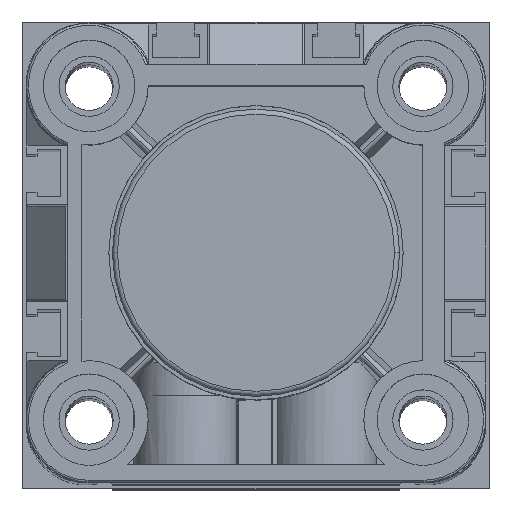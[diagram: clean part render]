
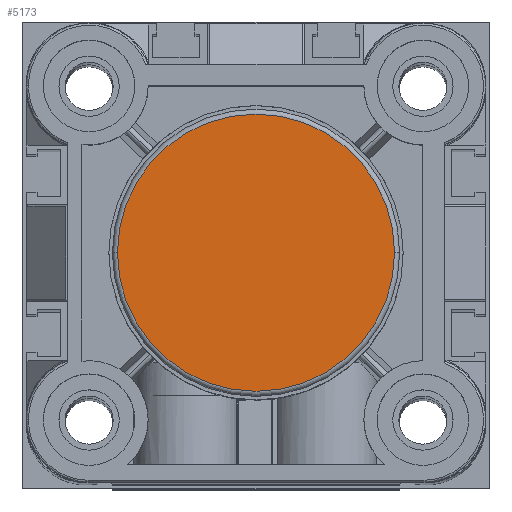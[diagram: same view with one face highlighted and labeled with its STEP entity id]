
A CAD part, top view. The second image highlights one B-rep face of the part: STEP entity #5173.
In plain terms, the highlighted face is planar.
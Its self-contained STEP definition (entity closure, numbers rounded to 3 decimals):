
#613 = VERTEX_POINT ( 'NONE', #15339 ) ;
#2103 = EDGE_CURVE ( 'NONE', #27323, #613, #22827, .T. ) ;
#3098 = ORIENTED_EDGE ( 'NONE', *, *, #2103, .T. ) ;
#4249 = FACE_OUTER_BOUND ( 'NONE', #21075, .T. ) ;
#5173 = ADVANCED_FACE ( 'NONE', ( #4249 ), #21024, .F. ) ;
#5348 = DIRECTION ( 'NONE',  ( 0., 0., -1. ) ) ;
#5711 = CARTESIAN_POINT ( 'NONE',  ( 6.95, 26.25, -4. ) ) ;
#10163 = CARTESIAN_POINT ( 'NONE',  ( 26.25, 26.25, -4. ) ) ;
#12566 = DIRECTION ( 'NONE',  ( 1., 0., 0. ) ) ;
#13567 = CIRCLE ( 'NONE', #21379, 19.3 ) ;
#13752 = DIRECTION ( 'NONE',  ( 1., 0., 0. ) ) ;
#13899 = AXIS2_PLACEMENT_3D ( 'NONE', #10163, #27084, #12566 ) ;
#15339 = CARTESIAN_POINT ( 'NONE',  ( 45.55, 26.25, -4. ) ) ;
#19839 = CARTESIAN_POINT ( 'NONE',  ( 26.25, 26.25, -4. ) ) ;
#21024 = PLANE ( 'NONE',  #25506 ) ;
#21075 = EDGE_LOOP ( 'NONE', ( #27315, #3098 ) ) ;
#21379 = AXIS2_PLACEMENT_3D ( 'NONE', #19839, #5348, #22258 ) ;
#22258 = DIRECTION ( 'NONE',  ( 1., 0., 0. ) ) ;
#22827 = CIRCLE ( 'NONE', #13899, 19.3 ) ;
#23449 = CARTESIAN_POINT ( 'NONE',  ( 0., 0., -4. ) ) ;
#25506 = AXIS2_PLACEMENT_3D ( 'NONE', #23449, #28264, #13752 ) ;
#27084 = DIRECTION ( 'NONE',  ( 0., 0., -1. ) ) ;
#27315 = ORIENTED_EDGE ( 'NONE', *, *, #30991, .T. ) ;
#27323 = VERTEX_POINT ( 'NONE', #5711 ) ;
#28264 = DIRECTION ( 'NONE',  ( 0., 0., 1. ) ) ;
#30991 = EDGE_CURVE ( 'NONE', #613, #27323, #13567, .T. ) ;
